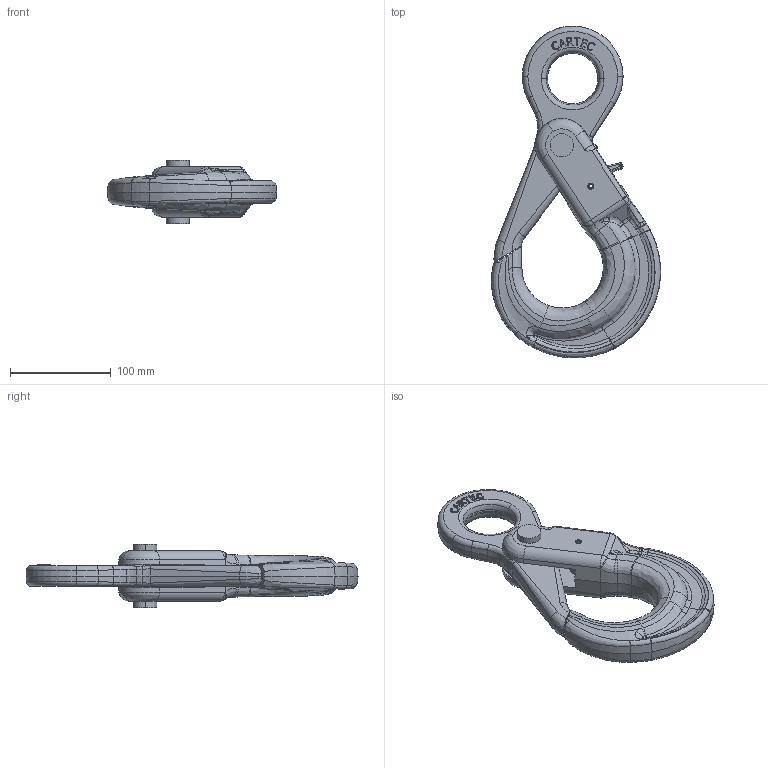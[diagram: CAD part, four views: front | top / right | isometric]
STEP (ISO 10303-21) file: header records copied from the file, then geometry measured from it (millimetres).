
FILE_DESCRIPTION(('STEP AP214'),'1');
FILE_NAME('cro_16.stp','2018-01-24T07:03:53',('TraceParts'),('TraceParts S.A.'),'Spatial InterOp 3D',' ',' ');
FILE_SCHEMA(('automotive_design'));
Length unit declared in the file: millimetre
Products named in the file (6): cro_16_1; cro_16_2; cro_16_3; cro_16_4; cro_16_5; cro_16_6
Bounding box: 167.77 x 329.26 x 63 mm (x, y, z)
Volume: 762725.1 mm3; surface area: 116392.7 mm2
Topology: 6 solids, 6 shells, 620 faces, 1591 edges, 966 vertices
Faces by surface type: bspline 335, plane 137, cylinder 84, torus 32, cone 32
Entity records: 37320 total; most frequent: CARTESIAN_POINT 19335, ORIENTED_EDGE 3132, DIRECTION 2022, EDGE_CURVE 1566, VERTEX_POINT 966, AXIS2_PLACEMENT_3D 770, EDGE_LOOP 648, STYLED_ITEM 626
